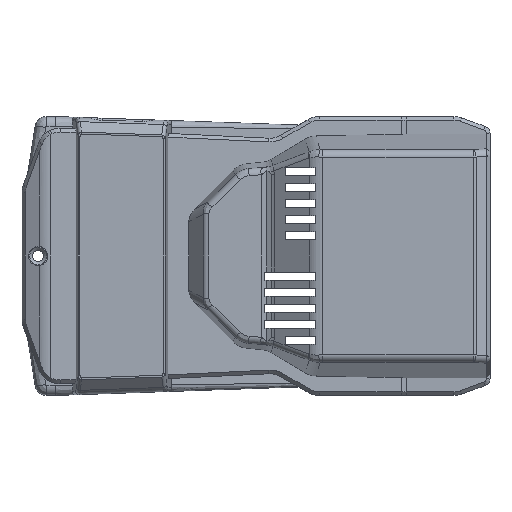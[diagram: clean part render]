
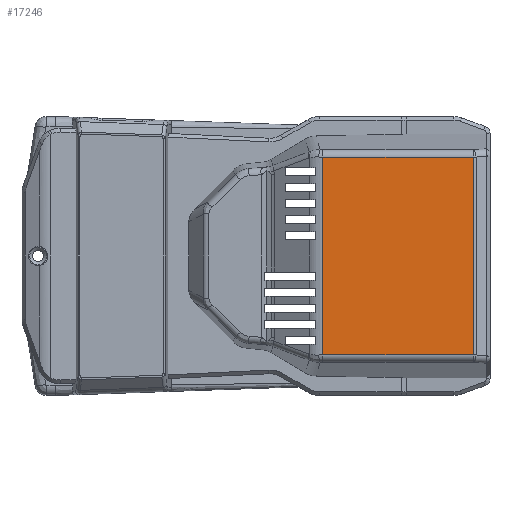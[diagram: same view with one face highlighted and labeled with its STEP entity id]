
A CAD part, front view. The second image highlights one B-rep face of the part: STEP entity #17246.
In plain terms, the highlighted planar face has unit normal (0, -1, 0).
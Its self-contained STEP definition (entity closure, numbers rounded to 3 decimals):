
#2064=FACE_OUTER_BOUND('',#2980,.T.);
#2980=EDGE_LOOP('',(#15693,#15694,#15695,#15696));
#4706=LINE('',#33120,#6458);
#4710=LINE('',#33128,#6462);
#4713=LINE('',#33134,#6465);
#4716=LINE('',#33139,#6468);
#6458=VECTOR('',#22571,10.);
#6462=VECTOR('',#22577,10.);
#6465=VECTOR('',#22582,10.);
#6468=VECTOR('',#22587,10.);
#8109=VERTEX_POINT('',#33118);
#8110=VERTEX_POINT('',#33119);
#8113=VERTEX_POINT('',#33127);
#8115=VERTEX_POINT('',#33133);
#10639=EDGE_CURVE('',#8109,#8110,#4706,.T.);
#10643=EDGE_CURVE('',#8113,#8110,#4710,.T.);
#10646=EDGE_CURVE('',#8113,#8115,#4713,.T.);
#10649=EDGE_CURVE('',#8115,#8109,#4716,.T.);
#15693=ORIENTED_EDGE('',*,*,#10649,.T.);
#15694=ORIENTED_EDGE('',*,*,#10639,.T.);
#15695=ORIENTED_EDGE('',*,*,#10643,.F.);
#15696=ORIENTED_EDGE('',*,*,#10646,.T.);
#16350=PLANE('',#18477);
#17246=ADVANCED_FACE('',(#2064),#16350,.T.);
#18477=AXIS2_PLACEMENT_3D('',#33141,#22589,#22590);
#22571=DIRECTION('',(0.,0.,-1.));
#22577=DIRECTION('',(-1.,0.,0.));
#22582=DIRECTION('',(0.,0.,1.));
#22587=DIRECTION('',(-1.,0.,0.));
#22589=DIRECTION('center_axis',(0.,-1.,0.));
#22590=DIRECTION('ref_axis',(-1.,0.,0.));
#33118=CARTESIAN_POINT('',(-12.108,-34.,26.96));
#33119=CARTESIAN_POINT('',(-12.108,-34.,-26.96));
#33120=CARTESIAN_POINT('',(-12.108,-34.,0.));
#33127=CARTESIAN_POINT('',(29.026,-34.,-26.96));
#33128=CARTESIAN_POINT('',(30.189,-34.,-26.96));
#33133=CARTESIAN_POINT('',(29.026,-34.,26.96));
#33134=CARTESIAN_POINT('',(29.026,-34.,0.));
#33139=CARTESIAN_POINT('',(30.189,-34.,26.96));
#33141=CARTESIAN_POINT('Origin',(29.379,-34.,0.));
